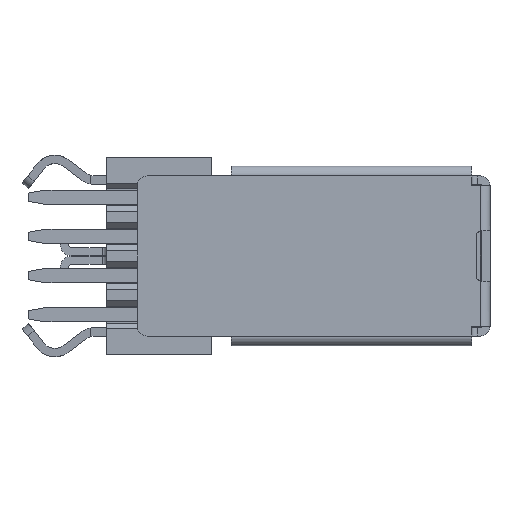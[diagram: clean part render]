
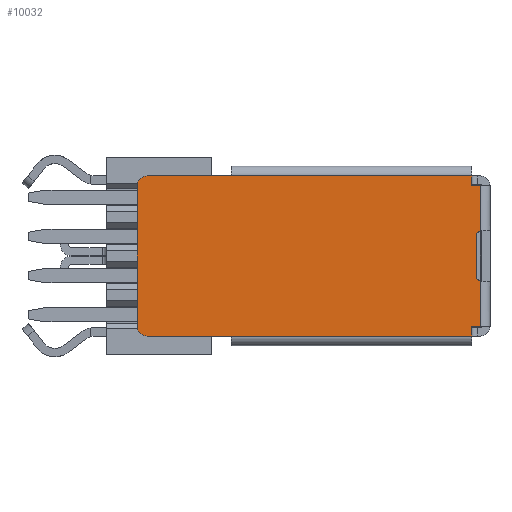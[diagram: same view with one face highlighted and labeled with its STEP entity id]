
A CAD part, front view. The second image highlights one B-rep face of the part: STEP entity #10032.
In plain terms, the highlighted planar face has unit normal (0, -1, 0).
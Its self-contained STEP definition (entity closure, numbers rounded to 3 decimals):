
#163=PLANE('',#10724);
#695=FACE_OUTER_BOUND('',#1203,.T.);
#1203=EDGE_LOOP('',(#7312,#7313,#7314,#7315,#7316,#7317,#7318,#7319,#7320,
#7321,#7322,#7323,#7324,#7325,#7326,#7327));
#1761=LINE('',#14657,#2864);
#1916=LINE('',#15053,#3019);
#1923=LINE('',#15070,#3026);
#1924=LINE('',#15074,#3027);
#1925=LINE('',#15076,#3028);
#1926=LINE('',#15078,#3029);
#1927=LINE('',#15080,#3030);
#1928=LINE('',#15082,#3031);
#1929=LINE('',#15086,#3032);
#1930=LINE('',#15090,#3033);
#1931=LINE('',#15092,#3034);
#1932=LINE('',#15093,#3035);
#2864=VECTOR('',#11883,8.6);
#3019=VECTOR('',#12276,3.);
#3026=VECTOR('',#12289,5.02);
#3027=VECTOR('',#12292,3.);
#3028=VECTOR('',#12293,3.);
#3029=VECTOR('',#12294,0.35);
#3030=VECTOR('',#12295,0.3);
#3031=VECTOR('',#12296,1.616);
#3032=VECTOR('',#12299,1.4);
#3033=VECTOR('',#12302,1.616);
#3034=VECTOR('',#12303,0.3);
#3035=VECTOR('',#12304,0.35);
#3847=CIRCLE('',#10725,0.35);
#3848=CIRCLE('',#10726,0.35);
#3849=CIRCLE('',#10727,0.2);
#3850=CIRCLE('',#10728,0.2);
#4221=VERTEX_POINT('',#14653);
#4222=VERTEX_POINT('',#14655);
#4336=VERTEX_POINT('',#15051);
#4342=VERTEX_POINT('',#15067);
#4343=VERTEX_POINT('',#15069);
#4344=VERTEX_POINT('',#15071);
#4345=VERTEX_POINT('',#15073);
#4346=VERTEX_POINT('',#15075);
#4347=VERTEX_POINT('',#15077);
#4348=VERTEX_POINT('',#15079);
#4349=VERTEX_POINT('',#15081);
#4350=VERTEX_POINT('',#15083);
#4351=VERTEX_POINT('',#15085);
#4352=VERTEX_POINT('',#15087);
#4353=VERTEX_POINT('',#15089);
#4354=VERTEX_POINT('',#15091);
#5249=EDGE_CURVE('',#4221,#4222,#1761,.T.);
#5447=EDGE_CURVE('',#4336,#4222,#1916,.T.);
#5454=EDGE_CURVE('',#4336,#4342,#3847,.T.);
#5455=EDGE_CURVE('',#4342,#4343,#1923,.T.);
#5456=EDGE_CURVE('',#4343,#4344,#3848,.T.);
#5457=EDGE_CURVE('',#4344,#4345,#1924,.T.);
#5458=EDGE_CURVE('',#4345,#4346,#1925,.T.);
#5459=EDGE_CURVE('',#4346,#4347,#1926,.T.);
#5460=EDGE_CURVE('',#4347,#4348,#1927,.T.);
#5461=EDGE_CURVE('',#4348,#4349,#1928,.T.);
#5462=EDGE_CURVE('',#4349,#4350,#3849,.T.);
#5463=EDGE_CURVE('',#4350,#4351,#1929,.T.);
#5464=EDGE_CURVE('',#4351,#4352,#3850,.T.);
#5465=EDGE_CURVE('',#4352,#4353,#1930,.T.);
#5466=EDGE_CURVE('',#4353,#4354,#1931,.T.);
#5467=EDGE_CURVE('',#4354,#4221,#1932,.T.);
#7312=ORIENTED_EDGE('',*,*,#5454,.T.);
#7313=ORIENTED_EDGE('',*,*,#5455,.T.);
#7314=ORIENTED_EDGE('',*,*,#5456,.T.);
#7315=ORIENTED_EDGE('',*,*,#5457,.T.);
#7316=ORIENTED_EDGE('',*,*,#5458,.T.);
#7317=ORIENTED_EDGE('',*,*,#5459,.T.);
#7318=ORIENTED_EDGE('',*,*,#5460,.T.);
#7319=ORIENTED_EDGE('',*,*,#5461,.T.);
#7320=ORIENTED_EDGE('',*,*,#5462,.T.);
#7321=ORIENTED_EDGE('',*,*,#5463,.T.);
#7322=ORIENTED_EDGE('',*,*,#5464,.T.);
#7323=ORIENTED_EDGE('',*,*,#5465,.T.);
#7324=ORIENTED_EDGE('',*,*,#5466,.T.);
#7325=ORIENTED_EDGE('',*,*,#5467,.T.);
#7326=ORIENTED_EDGE('',*,*,#5249,.T.);
#7327=ORIENTED_EDGE('',*,*,#5447,.F.);
#10032=ADVANCED_FACE('',(#695),#163,.T.);
#10724=AXIS2_PLACEMENT_3D('',#15066,#12285,#12286);
#10725=AXIS2_PLACEMENT_3D('',#15068,#12287,#12288);
#10726=AXIS2_PLACEMENT_3D('',#15072,#12290,#12291);
#10727=AXIS2_PLACEMENT_3D('',#15084,#12297,#12298);
#10728=AXIS2_PLACEMENT_3D('',#15088,#12300,#12301);
#11883=DIRECTION('',(-1.,0.,0.));
#12276=DIRECTION('',(1.,0.,0.));
#12285=DIRECTION('center_axis',(0.,-1.,0.));
#12286=DIRECTION('ref_axis',(0.,0.,-1.));
#12287=DIRECTION('center_axis',(0.,-1.,0.));
#12288=DIRECTION('ref_axis',(0.,0.,1.));
#12289=DIRECTION('',(0.,0.,-1.));
#12290=DIRECTION('center_axis',(0.,-1.,0.));
#12291=DIRECTION('ref_axis',(-1.,0.,0.));
#12292=DIRECTION('',(1.,0.,0.));
#12293=DIRECTION('',(1.,0.,0.));
#12294=DIRECTION('',(0.,0.,1.));
#12295=DIRECTION('',(1.,0.,0.));
#12296=DIRECTION('',(0.,0.,1.));
#12297=DIRECTION('center_axis',(0.,1.,0.));
#12298=DIRECTION('ref_axis',(-0.25,0.,-0.968));
#12299=DIRECTION('',(0.,0.,1.));
#12300=DIRECTION('center_axis',(0.,1.,0.));
#12301=DIRECTION('ref_axis',(-1.,0.,0.));
#12302=DIRECTION('',(0.,0.,1.));
#12303=DIRECTION('',(-1.,0.,0.));
#12304=DIRECTION('',(0.,0.,1.));
#14653=CARTESIAN_POINT('',(5.9,-7.,2.86));
#14655=CARTESIAN_POINT('',(-2.7,-7.,2.86));
#14657=CARTESIAN_POINT('',(5.9,-7.,2.86));
#15051=CARTESIAN_POINT('',(-5.7,-7.,2.86));
#15053=CARTESIAN_POINT('',(-5.7,-7.,2.86));
#15066=CARTESIAN_POINT('Origin',(0.075,-7.,-2.974));
#15067=CARTESIAN_POINT('',(-6.05,-7.,2.51));
#15068=CARTESIAN_POINT('Origin',(-5.7,-7.,2.51));
#15069=CARTESIAN_POINT('',(-6.05,-7.,-2.51));
#15070=CARTESIAN_POINT('',(-6.05,-7.,2.51));
#15071=CARTESIAN_POINT('',(-5.7,-7.,-2.86));
#15072=CARTESIAN_POINT('Origin',(-5.7,-7.,-2.51));
#15073=CARTESIAN_POINT('',(-2.7,-7.,-2.86));
#15074=CARTESIAN_POINT('',(-5.7,-7.,-2.86));
#15075=CARTESIAN_POINT('',(5.9,-7.,-2.86));
#15076=CARTESIAN_POINT('',(-5.7,-7.,-2.86));
#15077=CARTESIAN_POINT('',(5.9,-7.,-2.51));
#15078=CARTESIAN_POINT('',(5.9,-7.,-2.86));
#15079=CARTESIAN_POINT('',(6.2,-7.,-2.51));
#15080=CARTESIAN_POINT('',(5.9,-7.,-2.51));
#15081=CARTESIAN_POINT('',(6.2,-7.,-0.894));
#15082=CARTESIAN_POINT('',(6.2,-7.,-2.51));
#15083=CARTESIAN_POINT('',(6.05,-7.,-0.7));
#15084=CARTESIAN_POINT('Origin',(6.25,-7.,-0.7));
#15085=CARTESIAN_POINT('',(6.05,-7.,0.7));
#15086=CARTESIAN_POINT('',(6.05,-7.,-0.7));
#15087=CARTESIAN_POINT('',(6.2,-7.,0.894));
#15088=CARTESIAN_POINT('Origin',(6.25,-7.,0.7));
#15089=CARTESIAN_POINT('',(6.2,-7.,2.51));
#15090=CARTESIAN_POINT('',(6.2,-7.,0.894));
#15091=CARTESIAN_POINT('',(5.9,-7.,2.51));
#15092=CARTESIAN_POINT('',(6.2,-7.,2.51));
#15093=CARTESIAN_POINT('',(5.9,-7.,2.51));
